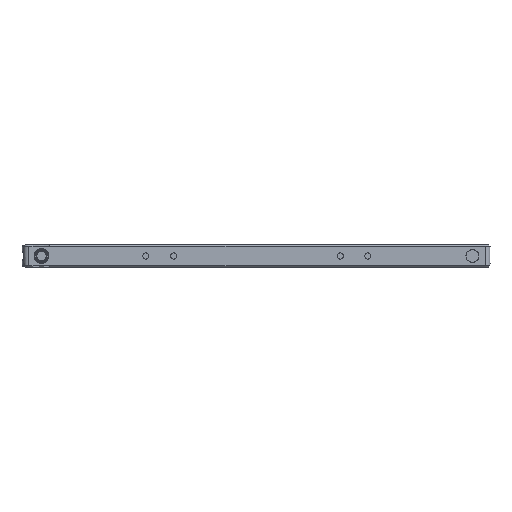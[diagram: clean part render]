
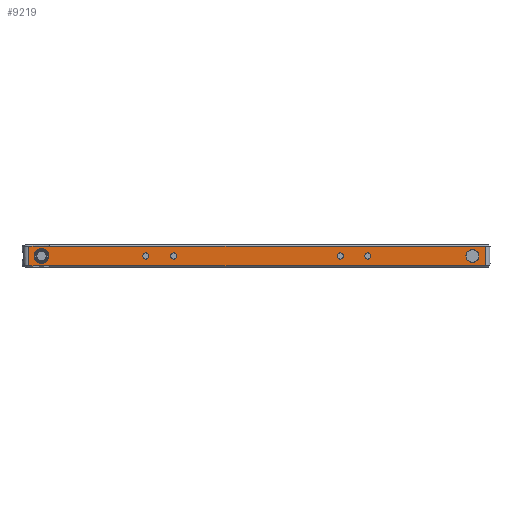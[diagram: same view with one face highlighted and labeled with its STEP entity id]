
A CAD part, left-side view. The second image highlights one B-rep face of the part: STEP entity #9219.
In plain terms, the highlighted planar face has unit normal (-1, 0, 0).
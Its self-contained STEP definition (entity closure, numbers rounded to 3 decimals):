
#2140=CARTESIAN_POINT('',(-80.,-123.5,
5.25));
#2244=DIRECTION('',(0.,-1.,0.));
#2245=VECTOR('',#2244,2.5);
#2246=CARTESIAN_POINT('',(-80.,123.5,5.25));
#2247=LINE('',#2246,#2245);
#2248=DIRECTION('',(0.,1.,0.));
#2249=VECTOR('',#2248,9.);
#2250=CARTESIAN_POINT('',(-80.,112.,5.25));
#2251=LINE('',#2250,#2249);
#2252=DIRECTION('',(0.,-1.,0.));
#2253=VECTOR('',#2252,235.5);
#2254=CARTESIAN_POINT('',(-80.,112.,5.25));
#2255=LINE('',#2254,#2253);
#2256=DIRECTION('',(0.,0.,-1.));
#2257=VECTOR('',#2256,10.5);
#2258=CARTESIAN_POINT('',(-80.,-123.5,
5.25));
#2259=LINE('',#2258,#2257);
#2260=DIRECTION('',(0.,1.,0.));
#2261=VECTOR('',#2260,235.5);
#2262=CARTESIAN_POINT('',(-80.,-123.5,
-5.25));
#2263=LINE('',#2262,#2261);
#2264=DIRECTION('',(0.,1.,0.));
#2265=VECTOR('',#2264,9.);
#2266=CARTESIAN_POINT('',(-80.,112.,-5.25));
#2267=LINE('',#2266,#2265);
#2268=DIRECTION('',(0.,1.,0.));
#2269=VECTOR('',#2268,2.5);
#2270=CARTESIAN_POINT('',(-80.,121.,-5.25));
#2271=LINE('',#2270,#2269);
#2272=DIRECTION('',(0.,0.,-1.));
#2273=VECTOR('',#2272,10.5);
#2274=CARTESIAN_POINT('',(-80.,123.5,5.25));
#2275=LINE('',#2274,#2273);
#2276=CARTESIAN_POINT('',(-80.,-116.5,0.));
#2277=DIRECTION('',(1.,0.,0.));
#2278=DIRECTION('',(0.,1.,0.));
#2279=AXIS2_PLACEMENT_3D('',#2276,#2277,#2278);
#2281=CARTESIAN_POINT('',(-80.,-116.5,0.));
#2282=DIRECTION('',(1.,0.,0.));
#2283=DIRECTION('',(0.,-1.,0.));
#2284=AXIS2_PLACEMENT_3D('',#2281,#2282,#2283);
#2286=CARTESIAN_POINT('',(-80.,60.,0.));
#2287=DIRECTION('',(-1.,0.,0.));
#2288=DIRECTION('',(0.,1.,0.));
#2289=AXIS2_PLACEMENT_3D('',#2286,#2287,#2288);
#2291=CARTESIAN_POINT('',(-80.,60.,0.));
#2292=DIRECTION('',(-1.,0.,0.));
#2293=DIRECTION('',(0.,-1.,0.));
#2294=AXIS2_PLACEMENT_3D('',#2291,#2292,#2293);
#2296=CARTESIAN_POINT('',(-80.,45.,0.));
#2297=DIRECTION('',(-1.,0.,0.));
#2298=DIRECTION('',(0.,1.,0.));
#2299=AXIS2_PLACEMENT_3D('',#2296,#2297,#2298);
#2301=CARTESIAN_POINT('',(-80.,45.,0.));
#2302=DIRECTION('',(-1.,0.,0.));
#2303=DIRECTION('',(0.,-1.,0.));
#2304=AXIS2_PLACEMENT_3D('',#2301,#2302,#2303);
#2306=CARTESIAN_POINT('',(-80.,-45.,0.));
#2307=DIRECTION('',(-1.,0.,0.));
#2308=DIRECTION('',(0.,1.,0.));
#2309=AXIS2_PLACEMENT_3D('',#2306,#2307,#2308);
#2311=CARTESIAN_POINT('',(-80.,-45.,0.));
#2312=DIRECTION('',(-1.,0.,0.));
#2313=DIRECTION('',(0.,-1.,0.));
#2314=AXIS2_PLACEMENT_3D('',#2311,#2312,#2313);
#2316=CARTESIAN_POINT('',(-80.,-60.,0.));
#2317=DIRECTION('',(-1.,0.,0.));
#2318=DIRECTION('',(0.,1.,0.));
#2319=AXIS2_PLACEMENT_3D('',#2316,#2317,#2318);
#2321=CARTESIAN_POINT('',(-80.,-60.,0.));
#2322=DIRECTION('',(-1.,0.,0.));
#2323=DIRECTION('',(0.,-1.,0.));
#2324=AXIS2_PLACEMENT_3D('',#2321,#2322,#2323);
#2326=CARTESIAN_POINT('',(-80.,116.5,0.));
#2327=DIRECTION('',(-1.,0.,0.));
#2328=DIRECTION('',(0.,0.,1.));
#2329=AXIS2_PLACEMENT_3D('',#2326,#2327,#2328);
#2331=CARTESIAN_POINT('',(-80.,116.5,0.));
#2332=DIRECTION('',(-1.,0.,0.));
#2333=DIRECTION('',(0.,0.,-1.));
#2334=AXIS2_PLACEMENT_3D('',#2331,#2332,#2333);
#2397=CARTESIAN_POINT('',(-80.,123.5,
-5.25));
#6804=CARTESIAN_POINT('',(-80.,-113.,0.));
#6805=CARTESIAN_POINT('',(-80.,-120.,0.));
#6806=VERTEX_POINT('',#6804);
#6807=VERTEX_POINT('',#6805);
#6895=CARTESIAN_POINT('',(-80.,121.,5.25));
#6897=VERTEX_POINT('',#6895);
#6898=CARTESIAN_POINT('',(-80.,123.5,5.25));
#6899=VERTEX_POINT('',#6898);
#6917=VERTEX_POINT('',#2140);
#6918=CARTESIAN_POINT('',(-80.,112.,5.25));
#6920=VERTEX_POINT('',#6918);
#6923=CARTESIAN_POINT('',(-80.,112.,-5.25));
#6925=VERTEX_POINT('',#6923);
#6926=CARTESIAN_POINT('',(-80.,-123.5,
-5.25));
#6927=VERTEX_POINT('',#6926);
#6945=VERTEX_POINT('',#2397);
#6946=CARTESIAN_POINT('',(-80.,121.,-5.25));
#6948=VERTEX_POINT('',#6946);
#6958=CARTESIAN_POINT('',(-80.,61.65,0.));
#6959=CARTESIAN_POINT('',(-80.,58.35,0.));
#6960=VERTEX_POINT('',#6958);
#6961=VERTEX_POINT('',#6959);
#6962=CARTESIAN_POINT('',(-80.,46.65,0.));
#6963=CARTESIAN_POINT('',(-80.,43.35,0.));
#6964=VERTEX_POINT('',#6962);
#6965=VERTEX_POINT('',#6963);
#6966=CARTESIAN_POINT('',(-80.,-43.35,0.));
#6967=CARTESIAN_POINT('',(-80.,-46.65,0.));
#6968=VERTEX_POINT('',#6966);
#6969=VERTEX_POINT('',#6967);
#6970=CARTESIAN_POINT('',(-80.,-58.35,0.));
#6971=CARTESIAN_POINT('',(-80.,-61.65,0.));
#6972=VERTEX_POINT('',#6970);
#6973=VERTEX_POINT('',#6971);
#7342=CARTESIAN_POINT('',(-80.,116.5,3.05));
#7343=CARTESIAN_POINT('',(-80.,116.5,-3.05));
#7344=VERTEX_POINT('',#7342);
#7345=VERTEX_POINT('',#7343);
#9165=CARTESIAN_POINT('',(-80.,126.,-6.));
#9166=DIRECTION('',(-1.,0.,0.));
#9167=DIRECTION('',(0.,-1.,0.));
#9168=AXIS2_PLACEMENT_3D('',#9165,#9166,#9167);
#9169=PLANE('',#9168);
#9171=ORIENTED_EDGE('',*,*,#9170,.T.);
#9172=ORIENTED_EDGE('',*,*,#9141,.F.);
#9173=ORIENTED_EDGE('',*,*,#9117,.T.);
#9174=ORIENTED_EDGE('',*,*,#9090,.T.);
#9175=ORIENTED_EDGE('',*,*,#7694,.T.);
#9177=ORIENTED_EDGE('',*,*,#9176,.T.);
#9178=ORIENTED_EDGE('',*,*,#7780,.T.);
#9180=ORIENTED_EDGE('',*,*,#9179,.F.);
#9181=EDGE_LOOP('',(#9171,#9172,#9173,#9174,#9175,#9177,#9178,#9180));
#9182=FACE_OUTER_BOUND('',#9181,.F.);
#9184=ORIENTED_EDGE('',*,*,#9183,.F.);
#9186=ORIENTED_EDGE('',*,*,#9185,.F.);
#9187=EDGE_LOOP('',(#9184,#9186));
#9188=FACE_BOUND('',#9187,.F.);
#9190=ORIENTED_EDGE('',*,*,#9189,.T.);
#9192=ORIENTED_EDGE('',*,*,#9191,.T.);
#9193=EDGE_LOOP('',(#9190,#9192));
#9194=FACE_BOUND('',#9193,.F.);
#9196=ORIENTED_EDGE('',*,*,#9195,.T.);
#9198=ORIENTED_EDGE('',*,*,#9197,.T.);
#9199=EDGE_LOOP('',(#9196,#9198));
#9200=FACE_BOUND('',#9199,.F.);
#9202=ORIENTED_EDGE('',*,*,#9201,.T.);
#9204=ORIENTED_EDGE('',*,*,#9203,.T.);
#9205=EDGE_LOOP('',(#9202,#9204));
#9206=FACE_BOUND('',#9205,.F.);
#9208=ORIENTED_EDGE('',*,*,#9207,.T.);
#9210=ORIENTED_EDGE('',*,*,#9209,.T.);
#9211=EDGE_LOOP('',(#9208,#9210));
#9212=FACE_BOUND('',#9211,.F.);
#9214=ORIENTED_EDGE('',*,*,#9213,.T.);
#9216=ORIENTED_EDGE('',*,*,#9215,.T.);
#9217=EDGE_LOOP('',(#9214,#9216));
#9218=FACE_BOUND('',#9217,.F.);
#9219=ADVANCED_FACE('',(#9182,#9188,#9194,#9200,#9206,#9212,#9218),#9169,.T.);
#2280=CIRCLE('',#2279,3.5);
#2285=CIRCLE('',#2284,3.5);
#2290=CIRCLE('',#2289,1.65);
#2295=CIRCLE('',#2294,1.65);
#2300=CIRCLE('',#2299,1.65);
#2305=CIRCLE('',#2304,1.65);
#2310=CIRCLE('',#2309,1.65);
#2315=CIRCLE('',#2314,1.65);
#2320=CIRCLE('',#2319,1.65);
#2325=CIRCLE('',#2324,1.65);
#2330=CIRCLE('',#2329,3.05);
#2335=CIRCLE('',#2334,3.05);
#7694=EDGE_CURVE('',#6927,#6925,#2263,.T.);
#7780=EDGE_CURVE('',#6948,#6945,#2271,.T.);
#9090=EDGE_CURVE('',#6917,#6927,#2259,.T.);
#9117=EDGE_CURVE('',#6920,#6917,#2255,.T.);
#9141=EDGE_CURVE('',#6920,#6897,#2251,.T.);
#9170=EDGE_CURVE('',#6899,#6897,#2247,.T.);
#9176=EDGE_CURVE('',#6925,#6948,#2267,.T.);
#9179=EDGE_CURVE('',#6899,#6945,#2275,.T.);
#9183=EDGE_CURVE('',#6806,#6807,#2280,.T.);
#9185=EDGE_CURVE('',#6807,#6806,#2285,.T.);
#9189=EDGE_CURVE('',#6960,#6961,#2290,.T.);
#9191=EDGE_CURVE('',#6961,#6960,#2295,.T.);
#9195=EDGE_CURVE('',#6964,#6965,#2300,.T.);
#9197=EDGE_CURVE('',#6965,#6964,#2305,.T.);
#9201=EDGE_CURVE('',#6968,#6969,#2310,.T.);
#9203=EDGE_CURVE('',#6969,#6968,#2315,.T.);
#9207=EDGE_CURVE('',#6972,#6973,#2320,.T.);
#9209=EDGE_CURVE('',#6973,#6972,#2325,.T.);
#9213=EDGE_CURVE('',#7344,#7345,#2330,.T.);
#9215=EDGE_CURVE('',#7345,#7344,#2335,.T.);
